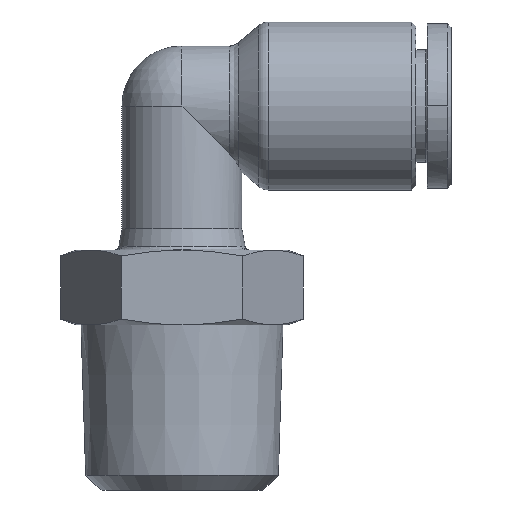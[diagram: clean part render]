
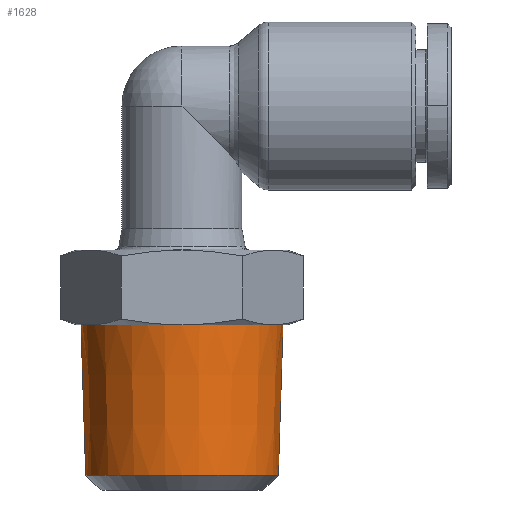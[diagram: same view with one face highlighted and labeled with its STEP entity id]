
A CAD part, front view. The second image highlights one B-rep face of the part: STEP entity #1628.
In plain terms, the highlighted conical face has half-angle 1.791 degrees and reference radius 6.562 mm.
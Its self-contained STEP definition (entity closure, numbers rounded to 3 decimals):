
#1587=CARTESIAN_POINT('',(-5.5,0.,-20.1));
#1588=DIRECTION('',(0.,0.,1.0));
#1589=DIRECTION('',(1.0,0.0,0.0));
#1590=AXIS2_PLACEMENT_3D('',#1587,#1588,#1589);
#1591=CONICAL_SURFACE('',#1590,6.562,1.791);
#1592=CARTESIAN_POINT('',(1.234,0.,-14.6));
#1593=VERTEX_POINT('',#1592);
#1594=CARTESIAN_POINT('',(0.922,0.,-24.6));
#1595=VERTEX_POINT('',#1594);
#1596=CARTESIAN_POINT('',(1.234,0.,-14.6));
#1597=DIRECTION('',(-0.031,0.,-1.));
#1598=VECTOR('',#1597,10.005);
#1599=LINE('',#1596,#1598);
#1600=EDGE_CURVE('',#1593,#1595,#1599,.T.);
#1601=ORIENTED_EDGE('',*,*,#1600,.F.);
#1602=CARTESIAN_POINT('',(-12.234,0.,-14.6));
#1603=VERTEX_POINT('',#1602);
#1604=CARTESIAN_POINT('',(-5.5,0.,-14.6));
#1605=DIRECTION('',(0.0,0.0,-1.0));
#1606=DIRECTION('',(1.0,0.0,0.0));
#1607=AXIS2_PLACEMENT_3D('',#1604,#1605,#1606);
#1608=CIRCLE('',#1607,6.734);
#1609=EDGE_CURVE('',#1593,#1603,#1608,.T.);
#1610=ORIENTED_EDGE('',*,*,#1609,.T.);
#1611=CARTESIAN_POINT('',(-11.922,0.,-24.6));
#1612=VERTEX_POINT('',#1611);
#1613=CARTESIAN_POINT('',(-11.922,0.,-24.6));
#1614=DIRECTION('',(-0.031,0.,1.));
#1615=VECTOR('',#1614,10.005);
#1616=LINE('',#1613,#1615);
#1617=EDGE_CURVE('',#1612,#1603,#1616,.T.);
#1618=ORIENTED_EDGE('',*,*,#1617,.F.);
#1619=CARTESIAN_POINT('',(-5.5,0.,-24.6));
#1620=DIRECTION('',(0.0,0.0,-1.0));
#1621=DIRECTION('',(-1.0,0.0,0.0));
#1622=AXIS2_PLACEMENT_3D('',#1619,#1620,#1621);
#1623=CIRCLE('',#1622,6.422);
#1624=EDGE_CURVE('',#1595,#1612,#1623,.T.);
#1625=ORIENTED_EDGE('',*,*,#1624,.F.);
#1626=EDGE_LOOP('',(#1601,#1610,#1618,#1625));
#1627=FACE_OUTER_BOUND('',#1626,.T.);
#1628=ADVANCED_FACE('',(#1627),#1591,.T.);
